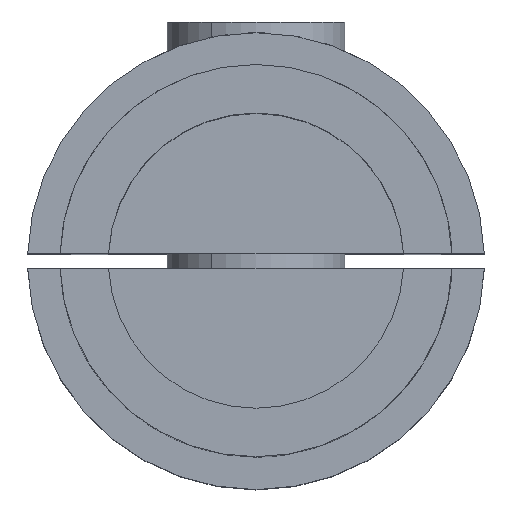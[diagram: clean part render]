
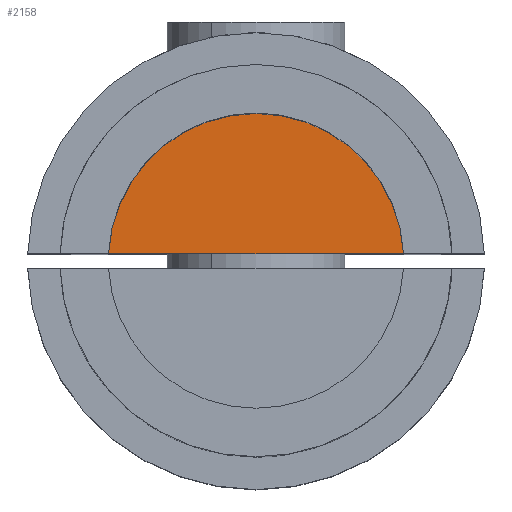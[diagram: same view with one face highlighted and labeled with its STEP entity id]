
A CAD part, top view. The second image highlights one B-rep face of the part: STEP entity #2158.
In plain terms, the highlighted planar face has unit normal (0, 0, 1).
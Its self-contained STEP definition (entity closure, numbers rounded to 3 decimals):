
#56 = AXIS2_PLACEMENT_3D ( 'NONE', #818, #815, #812 ) ;
#204 = FACE_OUTER_BOUND ( 'NONE', #3204, .T. ) ;
#374 = AXIS2_PLACEMENT_3D ( 'NONE', #1977, #1972, #1971 ) ;
#503 = VERTEX_POINT ( 'NONE', #3624 ) ;
#773 = VECTOR ( 'NONE', #1606, 1000. ) ;
#778 = LINE ( 'NONE', #1635, #773 ) ;
#812 = DIRECTION ( 'NONE',  ( 1., 0., 0. ) ) ;
#815 = DIRECTION ( 'NONE',  ( 0., 0., 1. ) ) ;
#818 = CARTESIAN_POINT ( 'NONE',  ( 0., -0.7, 10. ) ) ;
#820 = PLANE ( 'NONE',  #56 ) ;
#1020 = ORIENTED_EDGE ( 'NONE', *, *, #1768, .F. ) ;
#1106 = ORIENTED_EDGE ( 'NONE', *, *, #1917, .T. ) ;
#1160 = CARTESIAN_POINT ( 'NONE',  ( 13.682, 0., 10. ) ) ;
#1361 = CIRCLE ( 'NONE', #374, 13.7 ) ;
#1606 = DIRECTION ( 'NONE',  ( 1., 0., 0. ) ) ;
#1635 = CARTESIAN_POINT ( 'NONE',  ( -21.188, 0., 10. ) ) ;
#1768 = EDGE_CURVE ( 'NONE', #503, #2081, #1361, .T. ) ;
#1917 = EDGE_CURVE ( 'NONE', #503, #2081, #778, .T. ) ;
#1971 = DIRECTION ( 'NONE',  ( 1., 0., 0. ) ) ;
#1972 = DIRECTION ( 'NONE',  ( 0., 0., -1. ) ) ;
#1977 = CARTESIAN_POINT ( 'NONE',  ( 0., -0.7, 10. ) ) ;
#2081 = VERTEX_POINT ( 'NONE', #1160 ) ;
#2158 = ADVANCED_FACE ( 'NONE', ( #204 ), #820, .T. ) ;
#3204 = EDGE_LOOP ( 'NONE', ( #1020, #1106 ) ) ;
#3624 = CARTESIAN_POINT ( 'NONE',  ( -13.682, 0., 10. ) ) ;
